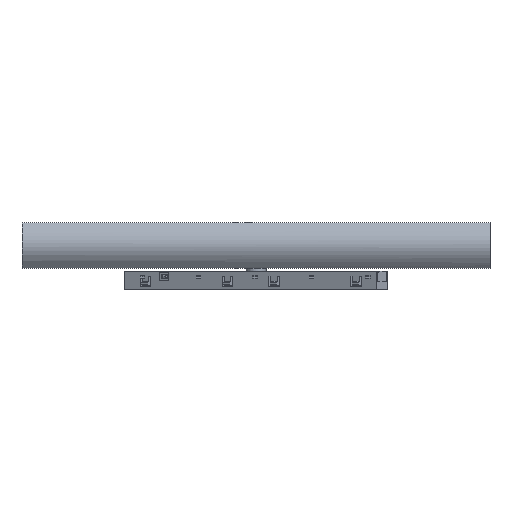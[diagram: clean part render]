
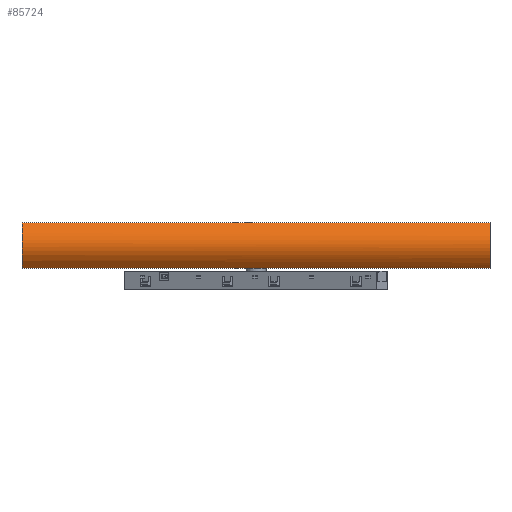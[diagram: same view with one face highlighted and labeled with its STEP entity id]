
A CAD part, front view. The second image highlights one B-rep face of the part: STEP entity #85724.
In plain terms, the highlighted free-form (B-spline) face has degree [5, 1] with [15, 2] control points.
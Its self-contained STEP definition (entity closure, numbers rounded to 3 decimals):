
#11=(
BOUNDED_CURVE()
B_SPLINE_CURVE(5,(#119667,#119668,#119669,#119670,#119671,#119672,#119673,
#119674,#119675,#119676,#119677,#119678,#119679,#119680,#119681),
 .UNSPECIFIED.,.F.,.F.)
B_SPLINE_CURVE_WITH_KNOTS((6,1,1,1,1,1,1,1,1,1,6),(0.,0.1,0.2,0.3,0.4,0.5,
0.6,0.7,0.8,0.9,1.),.UNSPECIFIED.)
CURVE()
GEOMETRIC_REPRESENTATION_ITEM()
RATIONAL_B_SPLINE_CURVE((1.,1.,1.,1.,1.,1.,1.,1.,1.,1.,1.,1.,1.,1.,1.))
REPRESENTATION_ITEM('')
);
#12=(
BOUNDED_CURVE()
B_SPLINE_CURVE(5,(#119685,#119686,#119687,#119688,#119689,#119690,#119691,
#119692,#119693,#119694,#119695,#119696,#119697,#119698,#119699),
 .UNSPECIFIED.,.F.,.F.)
B_SPLINE_CURVE_WITH_KNOTS((6,1,1,1,1,1,1,1,1,1,6),(-1.,-0.9,-0.8,-0.7,-0.6,
-0.5,-0.4,-0.3,-0.2,-0.1,0.),.UNSPECIFIED.)
CURVE()
GEOMETRIC_REPRESENTATION_ITEM()
RATIONAL_B_SPLINE_CURVE((1.,1.,1.,1.,1.,1.,1.,1.,1.,1.,1.,1.,1.,1.,1.))
REPRESENTATION_ITEM('')
);
#15=(
BOUNDED_SURFACE()
B_SPLINE_SURFACE(5,1,((#119635,#119636),(#119637,#119638),(#119639,#119640),
(#119641,#119642),(#119643,#119644),(#119645,#119646),(#119647,#119648),
(#119649,#119650),(#119651,#119652),(#119653,#119654),(#119655,#119656),
(#119657,#119658),(#119659,#119660),(#119661,#119662),(#119663,#119664)),
 .UNSPECIFIED.,.F.,.F.,.F.)
B_SPLINE_SURFACE_WITH_KNOTS((6,1,1,1,1,1,1,1,1,1,6),(2,2),(-1.,-0.9,-0.8,
-0.7,-0.6,-0.5,-0.4,-0.3,-0.2,-0.1,0.),(0.,23.4),.UNSPECIFIED.)
GEOMETRIC_REPRESENTATION_ITEM()
RATIONAL_B_SPLINE_SURFACE(((1.,1.),(1.,1.),(1.,1.),(1.,1.),(1.,1.),(1.,
1.),(1.,1.),(1.,1.),(1.,1.),(1.,1.),(1.,1.),(1.,1.),(1.,1.),(1.,1.),(1.,
1.)))
REPRESENTATION_ITEM('')
SURFACE()
);
#5825=FACE_OUTER_BOUND('',#10626,.T.);
#10626=EDGE_LOOP('',(#62946,#62947,#62948,#62949));
#16577=LINE('',#119683,#28706);
#16578=LINE('',#119700,#28707);
#28706=VECTOR('',#97312,10.);
#28707=VECTOR('',#97313,10.);
#40800=VERTEX_POINT('',#119665);
#40801=VERTEX_POINT('',#119666);
#40802=VERTEX_POINT('',#119682);
#40803=VERTEX_POINT('',#119684);
#49419=EDGE_CURVE('',#40800,#40801,#11,.T.);
#49420=EDGE_CURVE('',#40800,#40802,#16577,.T.);
#49421=EDGE_CURVE('',#40803,#40802,#12,.T.);
#49422=EDGE_CURVE('',#40801,#40803,#16578,.T.);
#62946=ORIENTED_EDGE('',*,*,#49419,.F.);
#62947=ORIENTED_EDGE('',*,*,#49420,.T.);
#62948=ORIENTED_EDGE('',*,*,#49421,.F.);
#62949=ORIENTED_EDGE('',*,*,#49422,.F.);
#85724=ADVANCED_FACE('',(#5825),#15,.T.);
#97312=DIRECTION('',(1.,0.,0.));
#97313=DIRECTION('',(1.,0.,0.));
#119635=CARTESIAN_POINT('Ctrl Pts',(0.,-5.75,11.33));
#119636=CARTESIAN_POINT('Ctrl Pts',(234.,-5.75,11.33));
#119637=CARTESIAN_POINT('Ctrl Pts',(0.,-6.156,10.877));
#119638=CARTESIAN_POINT('Ctrl Pts',(234.,-6.156,10.877));
#119639=CARTESIAN_POINT('Ctrl Pts',(0.,-6.932,9.97));
#119640=CARTESIAN_POINT('Ctrl Pts',(234.,-6.932,9.97));
#119641=CARTESIAN_POINT('Ctrl Pts',(0.,-7.99,8.611));
#119642=CARTESIAN_POINT('Ctrl Pts',(234.,-7.99,8.611));
#119643=CARTESIAN_POINT('Ctrl Pts',(0.,-9.184,6.798));
#119644=CARTESIAN_POINT('Ctrl Pts',(234.,-9.184,6.798));
#119645=CARTESIAN_POINT('Ctrl Pts',(0.,-10.292,4.532));
#119646=CARTESIAN_POINT('Ctrl Pts',(234.,-10.292,4.532));
#119647=CARTESIAN_POINT('Ctrl Pts',(0.,-10.982,2.266));
#119648=CARTESIAN_POINT('Ctrl Pts',(234.,-10.982,2.266));
#119649=CARTESIAN_POINT('Ctrl Pts',(0.,-11.218,0.));
#119650=CARTESIAN_POINT('Ctrl Pts',(234.,-11.218,0.));
#119651=CARTESIAN_POINT('Ctrl Pts',(0.,-10.982,-2.266));
#119652=CARTESIAN_POINT('Ctrl Pts',(234.,-10.982,-2.266));
#119653=CARTESIAN_POINT('Ctrl Pts',(0.,-10.292,-4.532));
#119654=CARTESIAN_POINT('Ctrl Pts',(234.,-10.292,-4.532));
#119655=CARTESIAN_POINT('Ctrl Pts',(0.,-9.184,-6.798));
#119656=CARTESIAN_POINT('Ctrl Pts',(234.,-9.184,-6.798));
#119657=CARTESIAN_POINT('Ctrl Pts',(0.,-7.99,-8.611));
#119658=CARTESIAN_POINT('Ctrl Pts',(234.,-7.99,-8.611));
#119659=CARTESIAN_POINT('Ctrl Pts',(0.,-6.932,-9.97));
#119660=CARTESIAN_POINT('Ctrl Pts',(234.,-6.932,-9.97));
#119661=CARTESIAN_POINT('Ctrl Pts',(0.,-6.156,-10.877));
#119662=CARTESIAN_POINT('Ctrl Pts',(234.,-6.156,-10.877));
#119663=CARTESIAN_POINT('Ctrl Pts',(0.,-5.75,-11.33));
#119664=CARTESIAN_POINT('Ctrl Pts',(234.,-5.75,-11.33));
#119665=CARTESIAN_POINT('',(0.,-5.75,-11.33));
#119666=CARTESIAN_POINT('',(0.,-5.75,11.33));
#119667=CARTESIAN_POINT('Ctrl Pts',(0.,-5.75,-11.33));
#119668=CARTESIAN_POINT('Ctrl Pts',(0.,-6.156,-10.877));
#119669=CARTESIAN_POINT('Ctrl Pts',(0.,-6.932,-9.97));
#119670=CARTESIAN_POINT('Ctrl Pts',(0.,-7.99,-8.611));
#119671=CARTESIAN_POINT('Ctrl Pts',(0.,-9.184,-6.798));
#119672=CARTESIAN_POINT('Ctrl Pts',(0.,-10.292,-4.532));
#119673=CARTESIAN_POINT('Ctrl Pts',(0.,-10.982,-2.266));
#119674=CARTESIAN_POINT('Ctrl Pts',(0.,-11.218,0.));
#119675=CARTESIAN_POINT('Ctrl Pts',(0.,-10.982,2.266));
#119676=CARTESIAN_POINT('Ctrl Pts',(0.,-10.292,4.532));
#119677=CARTESIAN_POINT('Ctrl Pts',(0.,-9.184,6.798));
#119678=CARTESIAN_POINT('Ctrl Pts',(0.,-7.99,8.611));
#119679=CARTESIAN_POINT('Ctrl Pts',(0.,-6.932,9.97));
#119680=CARTESIAN_POINT('Ctrl Pts',(0.,-6.156,10.877));
#119681=CARTESIAN_POINT('Ctrl Pts',(0.,-5.75,11.33));
#119682=CARTESIAN_POINT('',(234.,-5.75,-11.33));
#119683=CARTESIAN_POINT('',(0.,-5.75,-11.33));
#119684=CARTESIAN_POINT('',(234.,-5.75,11.33));
#119685=CARTESIAN_POINT('Ctrl Pts',(234.,-5.75,11.33));
#119686=CARTESIAN_POINT('Ctrl Pts',(234.,-6.156,10.877));
#119687=CARTESIAN_POINT('Ctrl Pts',(234.,-6.932,9.97));
#119688=CARTESIAN_POINT('Ctrl Pts',(234.,-7.99,8.611));
#119689=CARTESIAN_POINT('Ctrl Pts',(234.,-9.184,6.798));
#119690=CARTESIAN_POINT('Ctrl Pts',(234.,-10.292,4.532));
#119691=CARTESIAN_POINT('Ctrl Pts',(234.,-10.982,2.266));
#119692=CARTESIAN_POINT('Ctrl Pts',(234.,-11.218,0.));
#119693=CARTESIAN_POINT('Ctrl Pts',(234.,-10.982,-2.266));
#119694=CARTESIAN_POINT('Ctrl Pts',(234.,-10.292,-4.532));
#119695=CARTESIAN_POINT('Ctrl Pts',(234.,-9.184,-6.798));
#119696=CARTESIAN_POINT('Ctrl Pts',(234.,-7.99,-8.611));
#119697=CARTESIAN_POINT('Ctrl Pts',(234.,-6.932,-9.97));
#119698=CARTESIAN_POINT('Ctrl Pts',(234.,-6.156,-10.877));
#119699=CARTESIAN_POINT('Ctrl Pts',(234.,-5.75,-11.33));
#119700=CARTESIAN_POINT('',(0.,-5.75,11.33));
